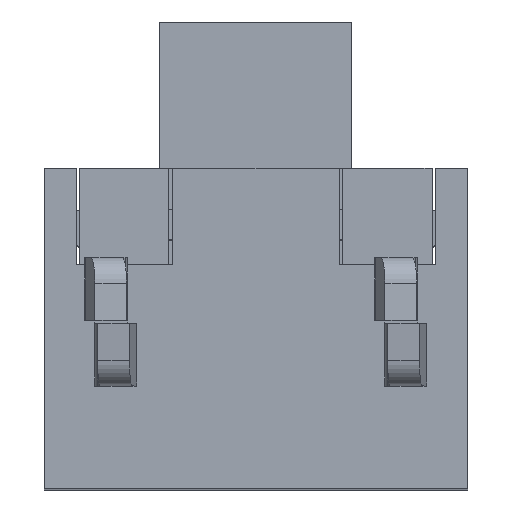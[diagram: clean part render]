
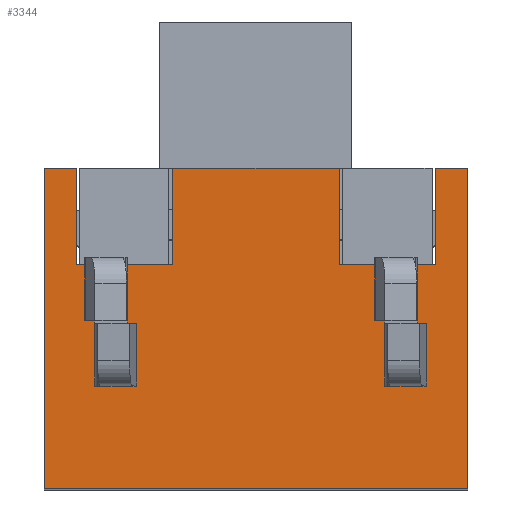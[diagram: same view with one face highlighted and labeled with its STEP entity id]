
A CAD part, top view. The second image highlights one B-rep face of the part: STEP entity #3344.
In plain terms, the highlighted planar face has unit normal (0, 0, 1).
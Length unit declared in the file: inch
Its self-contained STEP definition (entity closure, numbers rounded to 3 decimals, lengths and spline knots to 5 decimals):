
#102=FACE_OUTER_BOUND('',#254,.T.);
#254=EDGE_LOOP('',(#2252,#2253,#2254,#2255,#2256,#2257,#2258,#2259,#2260,
#2261,#2262,#2263,#2264,#2265,#2266,#2267,#2268,#2269,#2270,#2271));
#410=LINE('',#4573,#869);
#415=LINE('',#4582,#874);
#420=LINE('',#4594,#879);
#424=LINE('',#4601,#883);
#434=LINE('',#4622,#893);
#453=LINE('',#4661,#912);
#454=LINE('',#4663,#913);
#455=LINE('',#4664,#914);
#456=LINE('',#4666,#915);
#457=LINE('',#4668,#916);
#458=LINE('',#4670,#917);
#459=LINE('',#4672,#918);
#460=LINE('',#4674,#919);
#461=LINE('',#4676,#920);
#462=LINE('',#4677,#921);
#463=LINE('',#4679,#922);
#464=LINE('',#4681,#923);
#465=LINE('',#4683,#924);
#466=LINE('',#4685,#925);
#467=LINE('',#4686,#926);
#869=VECTOR('',#3720,0.3937);
#874=VECTOR('',#3727,0.3937);
#879=VECTOR('',#3736,0.3937);
#883=VECTOR('',#3742,0.3937);
#893=VECTOR('',#3754,0.3937);
#912=VECTOR('',#3777,0.3937);
#913=VECTOR('',#3778,0.3937);
#914=VECTOR('',#3779,0.3937);
#915=VECTOR('',#3780,0.3937);
#916=VECTOR('',#3781,0.3937);
#917=VECTOR('',#3782,0.3937);
#918=VECTOR('',#3783,0.3937);
#919=VECTOR('',#3784,0.3937);
#920=VECTOR('',#3785,0.3937);
#921=VECTOR('',#3786,0.3937);
#922=VECTOR('',#3787,0.3937);
#923=VECTOR('',#3788,0.3937);
#924=VECTOR('',#3789,0.3937);
#925=VECTOR('',#3790,0.3937);
#926=VECTOR('',#3791,0.3937);
#1327=VERTEX_POINT('',#4569);
#1329=VERTEX_POINT('',#4572);
#1332=VERTEX_POINT('',#4580);
#1336=VERTEX_POINT('',#4591);
#1337=VERTEX_POINT('',#4593);
#1339=VERTEX_POINT('',#4599);
#1349=VERTEX_POINT('',#4621);
#1366=VERTEX_POINT('',#4659);
#1367=VERTEX_POINT('',#4660);
#1368=VERTEX_POINT('',#4662);
#1369=VERTEX_POINT('',#4665);
#1370=VERTEX_POINT('',#4667);
#1371=VERTEX_POINT('',#4669);
#1372=VERTEX_POINT('',#4671);
#1373=VERTEX_POINT('',#4673);
#1374=VERTEX_POINT('',#4675);
#1375=VERTEX_POINT('',#4678);
#1376=VERTEX_POINT('',#4680);
#1377=VERTEX_POINT('',#4682);
#1378=VERTEX_POINT('',#4684);
#1696=EDGE_CURVE('',#1329,#1327,#410,.T.);
#1701=EDGE_CURVE('',#1332,#1327,#415,.T.);
#1706=EDGE_CURVE('',#1337,#1336,#420,.T.);
#1710=EDGE_CURVE('',#1336,#1339,#424,.T.);
#1720=EDGE_CURVE('',#1349,#1337,#434,.T.);
#1739=EDGE_CURVE('',#1366,#1367,#453,.T.);
#1740=EDGE_CURVE('',#1367,#1368,#454,.T.);
#1741=EDGE_CURVE('',#1368,#1329,#455,.T.);
#1742=EDGE_CURVE('',#1332,#1369,#456,.T.);
#1743=EDGE_CURVE('',#1369,#1370,#457,.T.);
#1744=EDGE_CURVE('',#1370,#1371,#458,.T.);
#1745=EDGE_CURVE('',#1371,#1372,#459,.T.);
#1746=EDGE_CURVE('',#1372,#1373,#460,.T.);
#1747=EDGE_CURVE('',#1373,#1374,#461,.T.);
#1748=EDGE_CURVE('',#1374,#1349,#462,.T.);
#1749=EDGE_CURVE('',#1339,#1375,#463,.T.);
#1750=EDGE_CURVE('',#1375,#1376,#464,.T.);
#1751=EDGE_CURVE('',#1376,#1377,#465,.T.);
#1752=EDGE_CURVE('',#1377,#1378,#466,.T.);
#1753=EDGE_CURVE('',#1378,#1366,#467,.T.);
#2252=ORIENTED_EDGE('',*,*,#1739,.T.);
#2253=ORIENTED_EDGE('',*,*,#1740,.T.);
#2254=ORIENTED_EDGE('',*,*,#1741,.T.);
#2255=ORIENTED_EDGE('',*,*,#1696,.T.);
#2256=ORIENTED_EDGE('',*,*,#1701,.F.);
#2257=ORIENTED_EDGE('',*,*,#1742,.T.);
#2258=ORIENTED_EDGE('',*,*,#1743,.T.);
#2259=ORIENTED_EDGE('',*,*,#1744,.T.);
#2260=ORIENTED_EDGE('',*,*,#1745,.T.);
#2261=ORIENTED_EDGE('',*,*,#1746,.T.);
#2262=ORIENTED_EDGE('',*,*,#1747,.T.);
#2263=ORIENTED_EDGE('',*,*,#1748,.T.);
#2264=ORIENTED_EDGE('',*,*,#1720,.T.);
#2265=ORIENTED_EDGE('',*,*,#1706,.T.);
#2266=ORIENTED_EDGE('',*,*,#1710,.T.);
#2267=ORIENTED_EDGE('',*,*,#1749,.T.);
#2268=ORIENTED_EDGE('',*,*,#1750,.T.);
#2269=ORIENTED_EDGE('',*,*,#1751,.T.);
#2270=ORIENTED_EDGE('',*,*,#1752,.T.);
#2271=ORIENTED_EDGE('',*,*,#1753,.T.);
#3068=PLANE('',#3523);
#3344=ADVANCED_FACE('',(#102),#3068,.T.);
#3523=AXIS2_PLACEMENT_3D('',#4658,#3775,#3776);
#3720=DIRECTION('',(-1.,0.,0.));
#3727=DIRECTION('',(0.,1.,0.));
#3736=DIRECTION('',(1.,0.,0.));
#3742=DIRECTION('',(0.,1.,0.));
#3754=DIRECTION('',(0.,-1.,0.));
#3775=DIRECTION('center_axis',(0.,0.,1.));
#3776=DIRECTION('ref_axis',(1.,0.,0.));
#3777=DIRECTION('',(0.,1.,0.));
#3778=DIRECTION('',(-1.,0.,0.));
#3779=DIRECTION('',(0.,1.,0.));
#3780=DIRECTION('',(-1.,0.,0.));
#3781=DIRECTION('',(0.,-1.,0.));
#3782=DIRECTION('',(-1.,0.,0.));
#3783=DIRECTION('',(0.,1.,0.));
#3784=DIRECTION('',(-1.,0.,0.));
#3785=DIRECTION('',(0.,1.,0.));
#3786=DIRECTION('',(-1.,0.,0.));
#3787=DIRECTION('',(-1.,0.,0.));
#3788=DIRECTION('',(0.,-1.,0.));
#3789=DIRECTION('',(-1.,0.,0.));
#3790=DIRECTION('',(0.,-1.,0.));
#3791=DIRECTION('',(-1.,0.,0.));
#4569=CARTESIAN_POINT('',(0.1,0.01802,0.));
#4572=CARTESIAN_POINT('',(0.23,0.01802,0.));
#4573=CARTESIAN_POINT('',(0.064,0.01802,0.));
#4580=CARTESIAN_POINT('',(0.1,-0.05698,0.));
#4582=CARTESIAN_POINT('',(0.1,-0.05698,0.));
#4591=CARTESIAN_POINT('',(0.33,-0.23198,0.));
#4593=CARTESIAN_POINT('',(0.,-0.23198,0.));
#4594=CARTESIAN_POINT('',(0.,-0.23198,0.));
#4599=CARTESIAN_POINT('',(0.33,0.01802,0.));
#4601=CARTESIAN_POINT('',(0.33,-0.23198,0.));
#4621=CARTESIAN_POINT('',(0.,0.01802,0.));
#4622=CARTESIAN_POINT('',(0.,0.01802,0.));
#4658=CARTESIAN_POINT('Origin',(0.165,-0.10698,0.));
#4659=CARTESIAN_POINT('',(0.266,-0.15198,0.));
#4660=CARTESIAN_POINT('',(0.266,-0.05698,0.));
#4661=CARTESIAN_POINT('',(0.266,-0.12698,0.));
#4662=CARTESIAN_POINT('',(0.23,-0.05698,0.));
#4663=CARTESIAN_POINT('',(0.165,-0.05698,0.));
#4664=CARTESIAN_POINT('',(0.23,-0.05698,0.));
#4665=CARTESIAN_POINT('',(0.064,-0.05698,0.));
#4666=CARTESIAN_POINT('',(0.165,-0.05698,0.));
#4667=CARTESIAN_POINT('',(0.064,-0.15198,0.));
#4668=CARTESIAN_POINT('',(0.064,-0.12698,0.));
#4669=CARTESIAN_POINT('',(0.04,-0.15198,0.));
#4670=CARTESIAN_POINT('',(0.1085,-0.15198,0.));
#4671=CARTESIAN_POINT('',(0.04,-0.05698,0.));
#4672=CARTESIAN_POINT('',(0.04,-0.12698,0.));
#4673=CARTESIAN_POINT('',(0.025,-0.05698,0.));
#4674=CARTESIAN_POINT('',(0.165,-0.05698,0.));
#4675=CARTESIAN_POINT('',(0.025,0.01802,0.));
#4676=CARTESIAN_POINT('',(0.025,-0.04448,0.));
#4677=CARTESIAN_POINT('',(0.33,0.01802,0.));
#4678=CARTESIAN_POINT('',(0.305,0.01802,0.));
#4679=CARTESIAN_POINT('',(0.33,0.01802,0.));
#4680=CARTESIAN_POINT('',(0.305,-0.05698,0.));
#4681=CARTESIAN_POINT('',(0.305,-0.04448,0.));
#4682=CARTESIAN_POINT('',(0.29,-0.05698,0.));
#4683=CARTESIAN_POINT('',(0.165,-0.05698,0.));
#4684=CARTESIAN_POINT('',(0.29,-0.15198,0.));
#4685=CARTESIAN_POINT('',(0.29,-0.12698,0.));
#4686=CARTESIAN_POINT('',(0.2215,-0.15198,0.));
